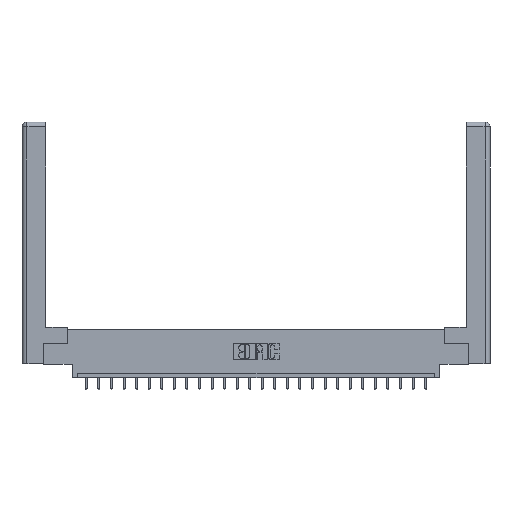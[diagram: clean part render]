
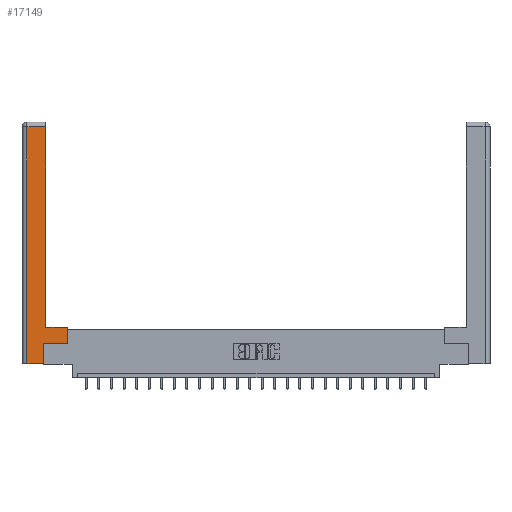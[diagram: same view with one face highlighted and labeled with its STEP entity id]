
A CAD part, top view. The second image highlights one B-rep face of the part: STEP entity #17149.
In plain terms, the highlighted planar face has unit normal (0, 0, 1).
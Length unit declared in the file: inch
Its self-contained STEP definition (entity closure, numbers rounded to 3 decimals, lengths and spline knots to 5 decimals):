
#578 = DIRECTION ( 'NONE',  ( 1., 0., 0. ) ) ;
#702 = VECTOR ( 'NONE', #25143, 39.37008 ) ;
#752 = EDGE_CURVE ( 'NONE', #17659, #14637, #7486, .T. ) ;
#1433 = CARTESIAN_POINT ( 'NONE',  ( 0.0615, 2.94, 0. ) ) ;
#1682 = DIRECTION ( 'NONE',  ( -1., 0., 0. ) ) ;
#1710 = ORIENTED_EDGE ( 'NONE', *, *, #5855, .T. ) ;
#2697 = CARTESIAN_POINT ( 'NONE',  ( 0.0615, 0., 0. ) ) ;
#2860 = CARTESIAN_POINT ( 'NONE',  ( 0.565, 0.245, 0. ) ) ;
#3161 = LINE ( 'NONE', #15430, #4390 ) ;
#3777 = CARTESIAN_POINT ( 'NONE',  ( 0.565, 0.45, 0. ) ) ;
#3884 = VECTOR ( 'NONE', #4298, 39.37008 ) ;
#4183 = LINE ( 'NONE', #1433, #10279 ) ;
#4298 = DIRECTION ( 'NONE',  ( 0., 1., 0. ) ) ;
#4390 = VECTOR ( 'NONE', #13339, 39.37008 ) ;
#4862 = CARTESIAN_POINT ( 'NONE',  ( 0., 0., 0. ) ) ;
#4942 = DIRECTION ( 'NONE',  ( 1., 0., 0. ) ) ;
#5047 = DIRECTION ( 'NONE',  ( 0., 1., 0. ) ) ;
#5311 = CARTESIAN_POINT ( 'NONE',  ( 0.265, 0.245, 0. ) ) ;
#5855 = EDGE_CURVE ( 'NONE', #24408, #17659, #4183, .T. ) ;
#5888 = LINE ( 'NONE', #2860, #16037 ) ;
#6006 = ORIENTED_EDGE ( 'NONE', *, *, #18995, .T. ) ;
#6102 = LINE ( 'NONE', #18596, #6705 ) ;
#6306 = ORIENTED_EDGE ( 'NONE', *, *, #19976, .T. ) ;
#6330 = DIRECTION ( 'NONE',  ( 0., 0., -1. ) ) ;
#6439 = LINE ( 'NONE', #5311, #10703 ) ;
#6705 = VECTOR ( 'NONE', #4942, 39.37008 ) ;
#7134 = LINE ( 'NONE', #3777, #702 ) ;
#7486 = LINE ( 'NONE', #2697, #24665 ) ;
#7843 = EDGE_CURVE ( 'NONE', #16542, #15990, #7134, .T. ) ;
#8210 = EDGE_LOOP ( 'NONE', ( #19224, #1710, #18743, #8302, #6306, #6006, #20192, #10835 ) ) ;
#8302 = ORIENTED_EDGE ( 'NONE', *, *, #20610, .T. ) ;
#8349 = CARTESIAN_POINT ( 'NONE',  ( 0.0615, 2.94, 0. ) ) ;
#10279 = VECTOR ( 'NONE', #1682, 39.37008 ) ;
#10703 = VECTOR ( 'NONE', #5047, 39.37008 ) ;
#10835 = ORIENTED_EDGE ( 'NONE', *, *, #17353, .T. ) ;
#12549 = DIRECTION ( 'NONE',  ( 0., -1., 0. ) ) ;
#12738 = PLANE ( 'NONE',  #16936 ) ;
#12956 = CARTESIAN_POINT ( 'NONE',  ( 0.565, 0.45, 0. ) ) ;
#13307 = VERTEX_POINT ( 'NONE', #17457 ) ;
#13339 = DIRECTION ( 'NONE',  ( -1., 0., 0. ) ) ;
#14637 = VERTEX_POINT ( 'NONE', #15439 ) ;
#15430 = CARTESIAN_POINT ( 'NONE',  ( 0.295, 0.45, 0. ) ) ;
#15439 = CARTESIAN_POINT ( 'NONE',  ( 0.0615, 0., 0. ) ) ;
#15990 = VERTEX_POINT ( 'NONE', #12956 ) ;
#16037 = VECTOR ( 'NONE', #578, 39.37008 ) ;
#16097 = FACE_OUTER_BOUND ( 'NONE', #8210, .T. ) ;
#16428 = EDGE_CURVE ( 'NONE', #25088, #24408, #24759, .T. ) ;
#16479 = CARTESIAN_POINT ( 'NONE',  ( 0.565, 0.245, 0. ) ) ;
#16542 = VERTEX_POINT ( 'NONE', #16479 ) ;
#16936 = AXIS2_PLACEMENT_3D ( 'NONE', #4862, #6330, #20081 ) ;
#17149 = ADVANCED_FACE ( 'NONE', ( #16097 ), #12738, .F. ) ;
#17353 = EDGE_CURVE ( 'NONE', #15990, #25088, #3161, .T. ) ;
#17457 = CARTESIAN_POINT ( 'NONE',  ( 0.265, 0.245, 0. ) ) ;
#17659 = VERTEX_POINT ( 'NONE', #8349 ) ;
#18596 = CARTESIAN_POINT ( 'NONE',  ( 0.265, 0., 0. ) ) ;
#18743 = ORIENTED_EDGE ( 'NONE', *, *, #752, .T. ) ;
#18995 = EDGE_CURVE ( 'NONE', #13307, #16542, #5888, .T. ) ;
#19224 = ORIENTED_EDGE ( 'NONE', *, *, #16428, .T. ) ;
#19976 = EDGE_CURVE ( 'NONE', #24903, #13307, #6439, .T. ) ;
#20081 = DIRECTION ( 'NONE',  ( -1., 0., 0. ) ) ;
#20192 = ORIENTED_EDGE ( 'NONE', *, *, #7843, .T. ) ;
#20610 = EDGE_CURVE ( 'NONE', #14637, #24903, #6102, .T. ) ;
#22150 = CARTESIAN_POINT ( 'NONE',  ( 0.295, 3., 0. ) ) ;
#23306 = CARTESIAN_POINT ( 'NONE',  ( 0.295, 2.94, 0. ) ) ;
#24400 = CARTESIAN_POINT ( 'NONE',  ( 0.265, 0., 0. ) ) ;
#24408 = VERTEX_POINT ( 'NONE', #23306 ) ;
#24665 = VECTOR ( 'NONE', #12549, 39.37008 ) ;
#24759 = LINE ( 'NONE', #22150, #3884 ) ;
#24857 = CARTESIAN_POINT ( 'NONE',  ( 0.295, 0.45, 0. ) ) ;
#24903 = VERTEX_POINT ( 'NONE', #24400 ) ;
#25088 = VERTEX_POINT ( 'NONE', #24857 ) ;
#25143 = DIRECTION ( 'NONE',  ( 0., 1., 0. ) ) ;
